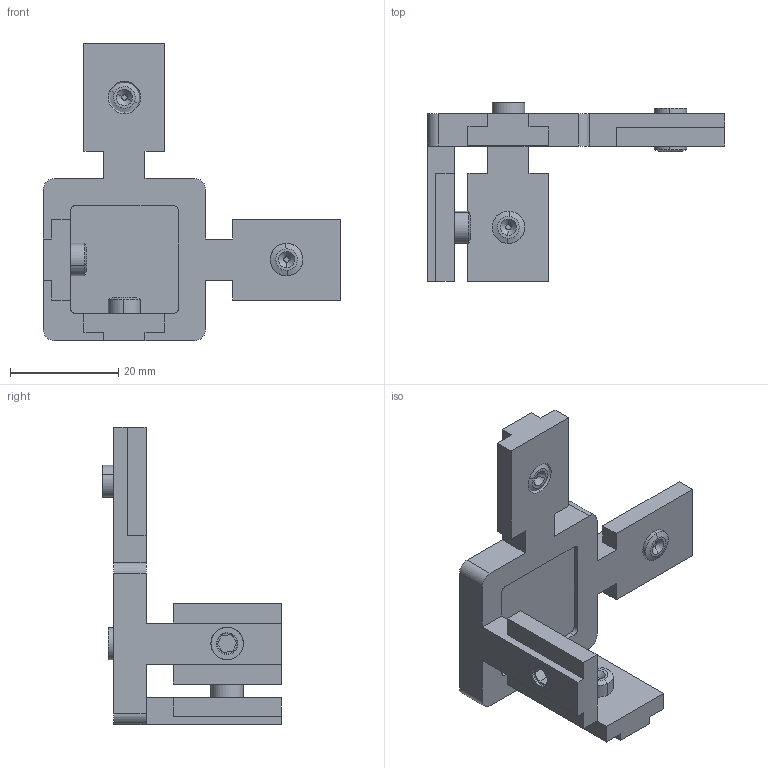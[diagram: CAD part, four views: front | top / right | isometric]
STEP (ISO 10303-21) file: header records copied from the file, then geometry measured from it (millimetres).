
FILE_DESCRIPTION (( 'STEP AP214' ), '1' );
FILE_NAME ('SNSD.30.52.38. 3-õ ñòîðîííèé ñîåäèíèòåëü 30õ30, ïàç 8(D62).STEP', '2014-12-08T12:14:43', ( 'XTreme.ws' ), ( 'XTreme.ws' ), 'SwSTEP 2.0', 'SolidWorks 2014', '' );
FILE_SCHEMA (( 'AUTOMOTIVE_DESIGN' ));
Length unit declared in the file: millimetre
Products named in the file (3): SNSD.30.52.38. 3-õ ñòîðîííèé ñîåäèíèòåëü 30õ30, ïàç 8(D62)_00; SNSD.30.52.38 鎔艜_00; SNSD.30.52.38. 3-õ ñòîðîííèé ñîåäèíèòåëü 30õ30, ïàç 8(D62)
Assembly tree (5 placements, depth 2):
  SNSD.30.52.38. 3-õ ñòîðîííèé ñîåäèíèòåëü 30õ30, ïàç 8(D62)
    SNSD.30.52.38 鎔艜_00  x4
    SNSD.30.52.38. 3-õ ñòîðîííèé ñîåäèíèòåëü 30õ30, ïàç 8(D62)_00
Bounding box: 55 x 33 x 55 mm (x, y, z)
Volume: 11521.1 mm3; surface area: 7724.9 mm2
Topology: 5 solids, 5 shells, 166 faces, 400 edges, 256 vertices
Faces by surface type: plane 94, cone 32, cylinder 32, torus 8
Entity records: 3388 total; most frequent: DIRECTION 556, CARTESIAN_POINT 551, ORIENTED_EDGE 536, EDGE_CURVE 268, LINE 202, VECTOR 202, AXIS2_PLACEMENT_3D 177, VERTEX_POINT 172
